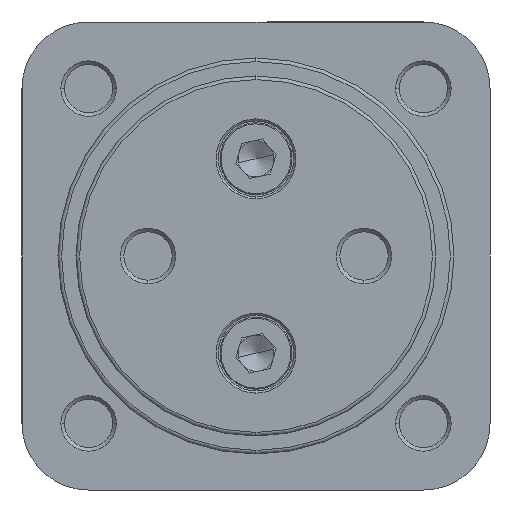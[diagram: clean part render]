
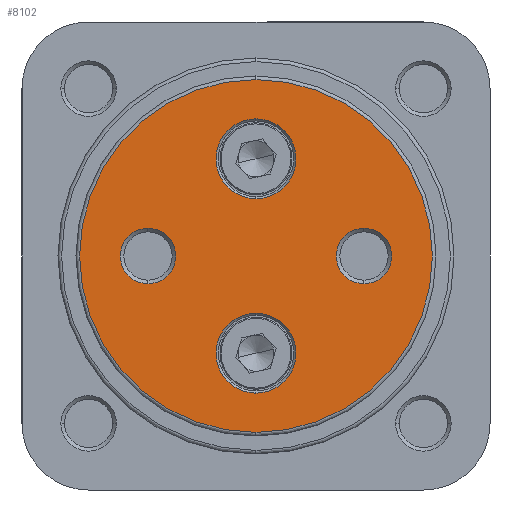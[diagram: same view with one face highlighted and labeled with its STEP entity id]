
A CAD part, left-side view. The second image highlights one B-rep face of the part: STEP entity #8102.
In plain terms, the highlighted planar face has unit normal (-1, 0, 0).
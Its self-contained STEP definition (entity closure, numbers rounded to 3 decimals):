
#1548 = EDGE_CURVE ( 'NONE', #2581, #2654, #5443, .T. ) ;
#1559 = EDGE_CURVE ( 'NONE', #2625, #2653, #5455, .T. ) ;
#1568 = EDGE_CURVE ( 'NONE', #2651, #2648, #5464, .T. ) ;
#1574 = EDGE_CURVE ( 'NONE', #2634, #8253, #5470, .T. ) ;
#1578 = EDGE_CURVE ( 'NONE', #2637, #2714, #5475, .T. ) ;
#1583 = EDGE_CURVE ( 'NONE', #2654, #2581, #5482, .T. ) ;
#1597 = EDGE_CURVE ( 'NONE', #2714, #2637, #5501, .T. ) ;
#1598 = EDGE_CURVE ( 'NONE', #2653, #2625, #5502, .T. ) ;
#1618 = EDGE_CURVE ( 'NONE', #2648, #2651, #5532, .T. ) ;
#1660 = EDGE_CURVE ( 'NONE', #8253, #2634, #5597, .T. ) ;
#1958 = AXIS2_PLACEMENT_3D ( 'NONE', #6579, #6588, #6589 ) ;
#1966 = AXIS2_PLACEMENT_3D ( 'NONE', #6620, #6621, #6622 ) ;
#1976 = AXIS2_PLACEMENT_3D ( 'NONE', #6646, #6647, #6648 ) ;
#1983 = AXIS2_PLACEMENT_3D ( 'NONE', #6634, #6665, #6666 ) ;
#1987 = AXIS2_PLACEMENT_3D ( 'NONE', #6671, #6677, #6678 ) ;
#1991 = AXIS2_PLACEMENT_3D ( 'NONE', #6689, #6691, #6692 ) ;
#2001 = AXIS2_PLACEMENT_3D ( 'NONE', #6722, #6730, #6731 ) ;
#2002 = AXIS2_PLACEMENT_3D ( 'NONE', #6726, #6733, #6734 ) ;
#2012 = AXIS2_PLACEMENT_3D ( 'NONE', #6807, #6811, #6813 ) ;
#2031 = AXIS2_PLACEMENT_3D ( 'NONE', #6931, #6932, #6933 ) ;
#2092 = AXIS2_PLACEMENT_3D ( 'NONE', #7331, #7393, #7394 ) ;
#2581 = VERTEX_POINT ( 'NONE', #6978 ) ;
#2625 = VERTEX_POINT ( 'NONE', #7025 ) ;
#2634 = VERTEX_POINT ( 'NONE', #7034 ) ;
#2637 = VERTEX_POINT ( 'NONE', #7038 ) ;
#2648 = VERTEX_POINT ( 'NONE', #7051 ) ;
#2651 = VERTEX_POINT ( 'NONE', #7054 ) ;
#2653 = VERTEX_POINT ( 'NONE', #7056 ) ;
#2654 = VERTEX_POINT ( 'NONE', #7057 ) ;
#2714 = VERTEX_POINT ( 'NONE', #7114 ) ;
#3836 = ORIENTED_EDGE ( 'NONE', *, *, #1574, .T. ) ;
#3837 = ORIENTED_EDGE ( 'NONE', *, *, #1660, .T. ) ;
#3838 = ORIENTED_EDGE ( 'NONE', *, *, #1548, .T. ) ;
#3839 = ORIENTED_EDGE ( 'NONE', *, *, #1583, .T. ) ;
#3840 = ORIENTED_EDGE ( 'NONE', *, *, #1578, .T. ) ;
#3841 = ORIENTED_EDGE ( 'NONE', *, *, #1597, .T. ) ;
#3842 = ORIENTED_EDGE ( 'NONE', *, *, #1559, .T. ) ;
#3843 = ORIENTED_EDGE ( 'NONE', *, *, #1598, .T. ) ;
#3844 = ORIENTED_EDGE ( 'NONE', *, *, #1618, .T. ) ;
#3845 = ORIENTED_EDGE ( 'NONE', *, *, #1568, .T. ) ;
#4297 = EDGE_LOOP ( 'NONE', ( #3841, #3840 ) ) ;
#4298 = EDGE_LOOP ( 'NONE', ( #3837, #3836 ) ) ;
#4314 = EDGE_LOOP ( 'NONE', ( #3843, #3842 ) ) ;
#4355 = EDGE_LOOP ( 'NONE', ( #3845, #3844 ) ) ;
#4383 = EDGE_LOOP ( 'NONE', ( #3839, #3838 ) ) ;
#5443 = CIRCLE ( 'NONE', #1958, 3.85 ) ;
#5455 = CIRCLE ( 'NONE', #1966, 5.55 ) ;
#5464 = CIRCLE ( 'NONE', #1976, 24.5 ) ;
#5470 = CIRCLE ( 'NONE', #1983, 3.85 ) ;
#5475 = CIRCLE ( 'NONE', #1987, 5.55 ) ;
#5482 = CIRCLE ( 'NONE', #1991, 3.85 ) ;
#5501 = CIRCLE ( 'NONE', #2001, 5.55 ) ;
#5502 = CIRCLE ( 'NONE', #2002, 5.55 ) ;
#5532 = CIRCLE ( 'NONE', #2012, 24.5 ) ;
#5597 = CIRCLE ( 'NONE', #2031, 3.85 ) ;
#5715 = FACE_OUTER_BOUND ( 'NONE', #4355, .T. ) ;
#5718 = FACE_BOUND ( 'NONE', #4298, .T. ) ;
#5720 = FACE_BOUND ( 'NONE', #4314, .T. ) ;
#5722 = FACE_BOUND ( 'NONE', #4297, .T. ) ;
#5724 = FACE_BOUND ( 'NONE', #4383, .T. ) ;
#6579 = CARTESIAN_POINT ( 'NONE',  ( 0., -15., 0. ) ) ;
#6588 = DIRECTION ( 'NONE',  ( 1., 0., 0. ) ) ;
#6589 = DIRECTION ( 'NONE',  ( 0., 0., -1. ) ) ;
#6620 = CARTESIAN_POINT ( 'NONE',  ( 0., 0., -13.5 ) ) ;
#6621 = DIRECTION ( 'NONE',  ( 1., 0., 0. ) ) ;
#6622 = DIRECTION ( 'NONE',  ( 0., 0., -1. ) ) ;
#6634 = CARTESIAN_POINT ( 'NONE',  ( 0., 15., 0. ) ) ;
#6646 = CARTESIAN_POINT ( 'NONE',  ( 0., 0., 0. ) ) ;
#6647 = DIRECTION ( 'NONE',  ( -1., 0., 0. ) ) ;
#6648 = DIRECTION ( 'NONE',  ( 0., 0., -1. ) ) ;
#6665 = DIRECTION ( 'NONE',  ( 1., 0., 0. ) ) ;
#6666 = DIRECTION ( 'NONE',  ( 0., 0., -1. ) ) ;
#6671 = CARTESIAN_POINT ( 'NONE',  ( 0., 0., 13.5 ) ) ;
#6677 = DIRECTION ( 'NONE',  ( 1., 0., 0. ) ) ;
#6678 = DIRECTION ( 'NONE',  ( 0., 0., -1. ) ) ;
#6689 = CARTESIAN_POINT ( 'NONE',  ( 0., -15., 0. ) ) ;
#6691 = DIRECTION ( 'NONE',  ( 1., 0., 0. ) ) ;
#6692 = DIRECTION ( 'NONE',  ( 0., 0., -1. ) ) ;
#6722 = CARTESIAN_POINT ( 'NONE',  ( 0., 0., 13.5 ) ) ;
#6726 = CARTESIAN_POINT ( 'NONE',  ( 0., 0., -13.5 ) ) ;
#6730 = DIRECTION ( 'NONE',  ( 1., 0., 0. ) ) ;
#6731 = DIRECTION ( 'NONE',  ( 0., 0., -1. ) ) ;
#6733 = DIRECTION ( 'NONE',  ( 1., 0., 0. ) ) ;
#6734 = DIRECTION ( 'NONE',  ( 0., 0., -1. ) ) ;
#6807 = CARTESIAN_POINT ( 'NONE',  ( 0., 0., 0. ) ) ;
#6811 = DIRECTION ( 'NONE',  ( -1., 0., 0. ) ) ;
#6813 = DIRECTION ( 'NONE',  ( 0., 0., -1. ) ) ;
#6931 = CARTESIAN_POINT ( 'NONE',  ( 0., 15., 0. ) ) ;
#6932 = DIRECTION ( 'NONE',  ( 1., 0., 0. ) ) ;
#6933 = DIRECTION ( 'NONE',  ( 0., 0., -1. ) ) ;
#6978 = CARTESIAN_POINT ( 'NONE',  ( 0., -15., -3.85 ) ) ;
#7025 = CARTESIAN_POINT ( 'NONE',  ( 0., 0., -19.05 ) ) ;
#7034 = CARTESIAN_POINT ( 'NONE',  ( 0., 15., -3.85 ) ) ;
#7038 = CARTESIAN_POINT ( 'NONE',  ( 0., 0., 7.95 ) ) ;
#7051 = CARTESIAN_POINT ( 'NONE',  ( 0., 0., 24.5 ) ) ;
#7054 = CARTESIAN_POINT ( 'NONE',  ( 0., 0., -24.5 ) ) ;
#7056 = CARTESIAN_POINT ( 'NONE',  ( 0., 0., -7.95 ) ) ;
#7057 = CARTESIAN_POINT ( 'NONE',  ( 0., -15., 3.85 ) ) ;
#7114 = CARTESIAN_POINT ( 'NONE',  ( 0., 0., 19.05 ) ) ;
#7331 = CARTESIAN_POINT ( 'NONE',  ( 0., 0., 0. ) ) ;
#7390 = PLANE ( 'NONE',  #2092 ) ;
#7393 = DIRECTION ( 'NONE',  ( 1., 0., 0. ) ) ;
#7394 = DIRECTION ( 'NONE',  ( 0., 0., -1. ) ) ;
#7769 = CARTESIAN_POINT ( 'NONE',  ( 0., 15., 3.85 ) ) ;
#8102 = ADVANCED_FACE ( 'NONE', ( #5715, #5720, #5722, #5724, #5718 ), #7390, .F. ) ;
#8253 = VERTEX_POINT ( 'NONE', #7769 ) ;
